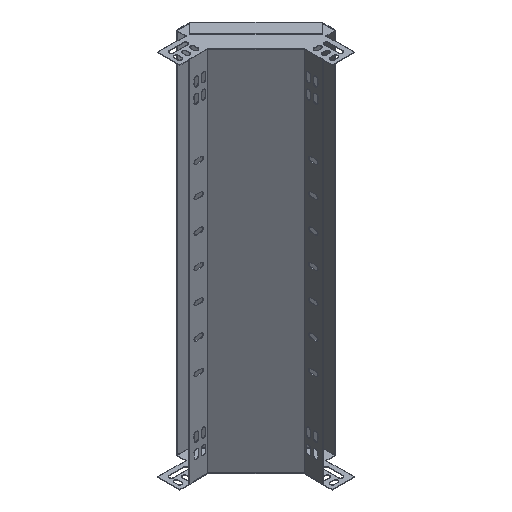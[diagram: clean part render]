
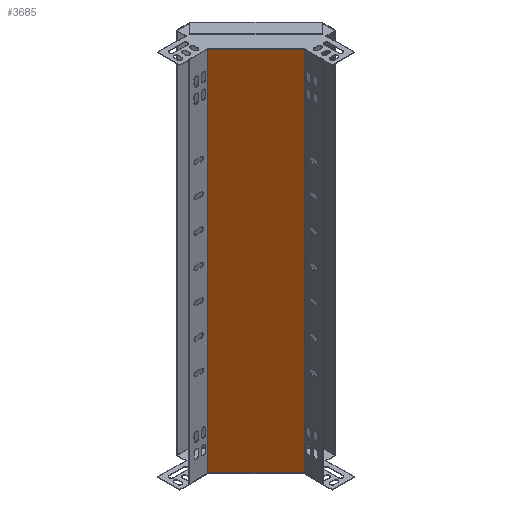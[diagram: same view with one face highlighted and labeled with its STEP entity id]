
A CAD part, isometric view. The second image highlights one B-rep face of the part: STEP entity #3685.
In plain terms, the highlighted planar face has unit normal (-0.707, -0.707, 0).
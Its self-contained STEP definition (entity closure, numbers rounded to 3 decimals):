
#265 = EDGE_CURVE ( 'NONE', #4257, #4825, #3331, .T. ) ;
#449 = CARTESIAN_POINT ( 'NONE',  ( 27.979, -79.156, -179.171 ) ) ;
#981 = FACE_OUTER_BOUND ( 'NONE', #2642, .T. ) ;
#1066 = VECTOR ( 'NONE', #8205, 1000. ) ;
#1070 = DIRECTION ( 'NONE',  ( 0.707, -0.707, 0. ) ) ;
#1340 = VERTEX_POINT ( 'NONE', #6463 ) ;
#1473 = LINE ( 'NONE', #1646, #6495 ) ;
#1493 = ORIENTED_EDGE ( 'NONE', *, *, #4163, .T. ) ;
#1634 = DIRECTION ( 'NONE',  ( -0.707, -0.707, 0. ) ) ;
#1637 = VERTEX_POINT ( 'NONE', #3183 ) ;
#1646 = CARTESIAN_POINT ( 'NONE',  ( -50.86, -0.316, 420.829 ) ) ;
#1678 = CARTESIAN_POINT ( 'NONE',  ( -50.86, -0.316, 420.829 ) ) ;
#1684 = VERTEX_POINT ( 'NONE', #8357 ) ;
#2052 = CARTESIAN_POINT ( 'NONE',  ( -11.442, -39.734, -179.171 ) ) ;
#2289 = DIRECTION ( 'NONE',  ( 0., 0., -1. ) ) ;
#2580 = LINE ( 'NONE', #449, #7695 ) ;
#2642 = EDGE_LOOP ( 'NONE', ( #4803, #4899, #7623, #7816, #1493, #5011 ) ) ;
#2817 = VECTOR ( 'NONE', #3855, 1000. ) ;
#3056 = CARTESIAN_POINT ( 'NONE',  ( 27.979, -79.156, 420.829 ) ) ;
#3183 = CARTESIAN_POINT ( 'NONE',  ( 27.976, -79.153, -179.171 ) ) ;
#3331 = LINE ( 'NONE', #1678, #8260 ) ;
#3685 = ADVANCED_FACE ( 'NONE', ( #981 ), #7611, .T. ) ;
#3855 = DIRECTION ( 'NONE',  ( -0.707, 0.707, 0. ) ) ;
#3992 = CARTESIAN_POINT ( 'NONE',  ( -11.442, -39.734, 420.829 ) ) ;
#4010 = CARTESIAN_POINT ( 'NONE',  ( -50.86, -0.316, 420.829 ) ) ;
#4163 = EDGE_CURVE ( 'NONE', #4825, #1684, #1473, .T. ) ;
#4166 = EDGE_CURVE ( 'NONE', #1637, #5842, #4775, .T. ) ;
#4177 = EDGE_CURVE ( 'NONE', #1340, #1637, #6324, .T. ) ;
#4178 = EDGE_CURVE ( 'NONE', #1340, #4257, #7888, .T. ) ;
#4180 = EDGE_CURVE ( 'NONE', #1684, #5842, #2580, .T. ) ;
#4257 = VERTEX_POINT ( 'NONE', #3992 ) ;
#4572 = VECTOR ( 'NONE', #7669, 1000. ) ;
#4775 = LINE ( 'NONE', #5881, #1066 ) ;
#4803 = ORIENTED_EDGE ( 'NONE', *, *, #4166, .F. ) ;
#4825 = VERTEX_POINT ( 'NONE', #4010 ) ;
#4899 = ORIENTED_EDGE ( 'NONE', *, *, #4177, .F. ) ;
#5011 = ORIENTED_EDGE ( 'NONE', *, *, #4180, .T. ) ;
#5842 = VERTEX_POINT ( 'NONE', #2052 ) ;
#5872 = CARTESIAN_POINT ( 'NONE',  ( 27.979, -79.156, 420.829 ) ) ;
#5881 = CARTESIAN_POINT ( 'NONE',  ( 27.979, -79.156, -179.171 ) ) ;
#6324 = LINE ( 'NONE', #6479, #4572 ) ;
#6438 = DIRECTION ( 'NONE',  ( 0.707, -0.707, 0. ) ) ;
#6463 = CARTESIAN_POINT ( 'NONE',  ( 27.976, -79.153, 420.829 ) ) ;
#6479 = CARTESIAN_POINT ( 'NONE',  ( 27.976, -79.153, 420.829 ) ) ;
#6495 = VECTOR ( 'NONE', #2289, 1000. ) ;
#6559 = DIRECTION ( 'NONE',  ( -0.707, 0.707, 0. ) ) ;
#7611 = PLANE ( 'NONE',  #8293 ) ;
#7623 = ORIENTED_EDGE ( 'NONE', *, *, #4178, .T. ) ;
#7669 = DIRECTION ( 'NONE',  ( 0., 0., -1. ) ) ;
#7695 = VECTOR ( 'NONE', #1070, 1000. ) ;
#7816 = ORIENTED_EDGE ( 'NONE', *, *, #265, .T. ) ;
#7888 = LINE ( 'NONE', #3056, #2817 ) ;
#8205 = DIRECTION ( 'NONE',  ( -0.707, 0.707, 0. ) ) ;
#8260 = VECTOR ( 'NONE', #6559, 1000. ) ;
#8293 = AXIS2_PLACEMENT_3D ( 'NONE', #5872, #1634, #6438 ) ;
#8357 = CARTESIAN_POINT ( 'NONE',  ( -50.86, -0.316, -179.171 ) ) ;
